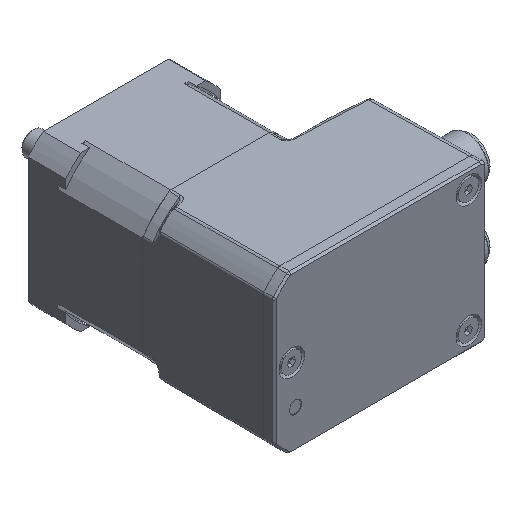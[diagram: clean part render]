
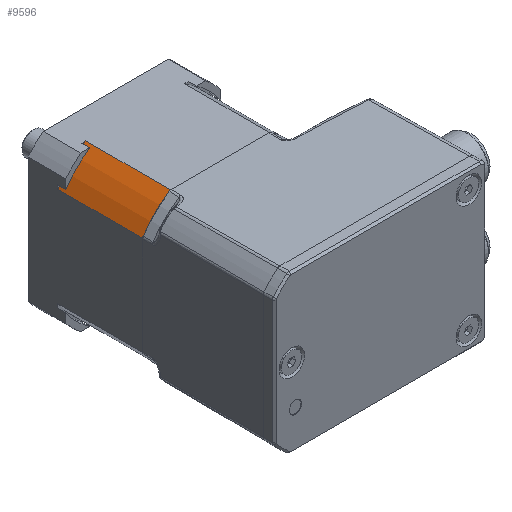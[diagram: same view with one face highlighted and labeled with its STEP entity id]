
A CAD part, isometric view. The second image highlights one B-rep face of the part: STEP entity #9596.
In plain terms, the highlighted cylindrical face has radius 24.92 mm (diameter 49.84 mm), a partial arc.
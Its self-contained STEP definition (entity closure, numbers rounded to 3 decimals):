
#7875 = PLANE('',#7876);
#7876 = AXIS2_PLACEMENT_3D('',#7877,#7878,#7879);
#7877 = CARTESIAN_POINT('',(-21.,-21.,-13.417));
#7878 = DIRECTION('',(-1.,0.,0.));
#7879 = DIRECTION('',(0.,0.,1.));
#9038 = PLANE('',#9039);
#9039 = AXIS2_PLACEMENT_3D('',#9040,#9041,#9042);
#9040 = CARTESIAN_POINT('',(-13.417,-21.,21.));
#9041 = DIRECTION('',(0.,0.,1.));
#9042 = DIRECTION('',(1.,0.,0.));
#9401 = VERTEX_POINT('',#9402);
#9402 = CARTESIAN_POINT('',(-13.417,23.,21.));
#9416 = PLANE('',#9417);
#9417 = AXIS2_PLACEMENT_3D('',#9418,#9419,#9420);
#9418 = CARTESIAN_POINT('',(0.,23.,56.241));
#9419 = DIRECTION('',(0.,-1.,0.));
#9420 = DIRECTION('',(-1.,0.,0.));
#9428 = EDGE_CURVE('',#9429,#9401,#9431,.T.);
#9429 = VERTEX_POINT('',#9430);
#9430 = CARTESIAN_POINT('',(-13.417,0.,21.));
#9431 = SURFACE_CURVE('',#9432,(#9436,#9443),.PCURVE_S1.);
#9432 = LINE('',#9433,#9434);
#9433 = CARTESIAN_POINT('',(-13.417,-21.,21.));
#9434 = VECTOR('',#9435,1.);
#9435 = DIRECTION('',(0.,1.,0.));
#9436 = PCURVE('',#9038,#9437);
#9437 = DEFINITIONAL_REPRESENTATION('',(#9438),#9442);
#9438 = LINE('',#9439,#9440);
#9439 = CARTESIAN_POINT('',(0.,0.));
#9440 = VECTOR('',#9441,1.);
#9441 = DIRECTION('',(0.,1.));
#9442 = ( GEOMETRIC_REPRESENTATION_CONTEXT(2) 
PARAMETRIC_REPRESENTATION_CONTEXT() REPRESENTATION_CONTEXT('2D SPACE',''
  ) );
#9443 = PCURVE('',#9444,#9449);
#9444 = CYLINDRICAL_SURFACE('',#9445,24.92);
#9445 = AXIS2_PLACEMENT_3D('',#9446,#9447,#9448);
#9446 = CARTESIAN_POINT('',(0.,-21.,0.));
#9447 = DIRECTION('',(0.,1.,0.));
#9448 = DIRECTION('',(0.,-0.,1.));
#9449 = DEFINITIONAL_REPRESENTATION('',(#9450),#9454);
#9450 = LINE('',#9451,#9452);
#9451 = CARTESIAN_POINT('',(5.715,0.));
#9452 = VECTOR('',#9453,1.);
#9453 = DIRECTION('',(0.,1.));
#9454 = ( GEOMETRIC_REPRESENTATION_CONTEXT(2) 
PARAMETRIC_REPRESENTATION_CONTEXT() REPRESENTATION_CONTEXT('2D SPACE',''
  ) );
#9472 = PLANE('',#9473);
#9473 = AXIS2_PLACEMENT_3D('',#9474,#9475,#9476);
#9474 = CARTESIAN_POINT('',(0.,0.,0.));
#9475 = DIRECTION('',(0.,1.,0.));
#9476 = DIRECTION('',(0.,-0.,1.));
#9514 = EDGE_CURVE('',#9515,#9429,#9517,.T.);
#9515 = VERTEX_POINT('',#9516);
#9516 = CARTESIAN_POINT('',(-13.44,0.,20.985));
#9517 = SURFACE_CURVE('',#9518,(#9523,#9530),.PCURVE_S1.);
#9518 = CIRCLE('',#9519,24.92);
#9519 = AXIS2_PLACEMENT_3D('',#9520,#9521,#9522);
#9520 = CARTESIAN_POINT('',(0.,0.,0.));
#9521 = DIRECTION('',(0.,1.,0.));
#9522 = DIRECTION('',(0.,-0.,1.));
#9523 = PCURVE('',#9472,#9524);
#9524 = DEFINITIONAL_REPRESENTATION('',(#9525),#9529);
#9525 = CIRCLE('',#9526,24.92);
#9526 = AXIS2_PLACEMENT_2D('',#9527,#9528);
#9527 = CARTESIAN_POINT('',(0.,0.));
#9528 = DIRECTION('',(1.,0.));
#9529 = ( GEOMETRIC_REPRESENTATION_CONTEXT(2) 
PARAMETRIC_REPRESENTATION_CONTEXT() REPRESENTATION_CONTEXT('2D SPACE',''
  ) );
#9530 = PCURVE('',#9444,#9531);
#9531 = DEFINITIONAL_REPRESENTATION('',(#9532),#9536);
#9532 = LINE('',#9533,#9534);
#9533 = CARTESIAN_POINT('',(0.,21.));
#9534 = VECTOR('',#9535,1.);
#9535 = DIRECTION('',(1.,0.));
#9536 = ( GEOMETRIC_REPRESENTATION_CONTEXT(2) 
PARAMETRIC_REPRESENTATION_CONTEXT() REPRESENTATION_CONTEXT('2D SPACE',''
  ) );
#9596 = ADVANCED_FACE('',(#9597),#9444,.T.);
#9597 = FACE_BOUND('',#9598,.T.);
#9598 = EDGE_LOOP('',(#9599,#9627,#9650,#9679,#9710,#9711));
#9599 = ORIENTED_EDGE('',*,*,#9600,.F.);
#9600 = EDGE_CURVE('',#9601,#9401,#9603,.T.);
#9601 = VERTEX_POINT('',#9602);
#9602 = CARTESIAN_POINT('',(-21.,23.,13.417));
#9603 = SURFACE_CURVE('',#9604,(#9609,#9616),.PCURVE_S1.);
#9604 = CIRCLE('',#9605,24.92);
#9605 = AXIS2_PLACEMENT_3D('',#9606,#9607,#9608);
#9606 = CARTESIAN_POINT('',(0.,23.,0.));
#9607 = DIRECTION('',(0.,1.,0.));
#9608 = DIRECTION('',(0.,-0.,1.));
#9609 = PCURVE('',#9444,#9610);
#9610 = DEFINITIONAL_REPRESENTATION('',(#9611),#9615);
#9611 = LINE('',#9612,#9613);
#9612 = CARTESIAN_POINT('',(0.,44.));
#9613 = VECTOR('',#9614,1.);
#9614 = DIRECTION('',(1.,0.));
#9615 = ( GEOMETRIC_REPRESENTATION_CONTEXT(2) 
PARAMETRIC_REPRESENTATION_CONTEXT() REPRESENTATION_CONTEXT('2D SPACE',''
  ) );
#9616 = PCURVE('',#9416,#9617);
#9617 = DEFINITIONAL_REPRESENTATION('',(#9618),#9626);
#9618 = ( BOUNDED_CURVE() B_SPLINE_CURVE(2,(#9619,#9620,#9621,#9622,
#9623,#9624,#9625),.UNSPECIFIED.,.T.,.F.) B_SPLINE_CURVE_WITH_KNOTS((1,2
    ,2,2,2,1),(-2.094,0.,2.094,4.189,
6.283,8.378),.UNSPECIFIED.) CURVE() 
GEOMETRIC_REPRESENTATION_ITEM() RATIONAL_B_SPLINE_CURVE((1.,0.5,1.,0.5,
1.,0.5,1.)) REPRESENTATION_ITEM('') );
#9619 = CARTESIAN_POINT('',(0.,31.321));
#9620 = CARTESIAN_POINT('',(-43.163,31.321));
#9621 = CARTESIAN_POINT('',(-21.581,68.701));
#9622 = CARTESIAN_POINT('',(0.,106.081));
#9623 = CARTESIAN_POINT('',(21.581,68.701));
#9624 = CARTESIAN_POINT('',(43.163,31.321));
#9625 = CARTESIAN_POINT('',(0.,31.321));
#9626 = ( GEOMETRIC_REPRESENTATION_CONTEXT(2) 
PARAMETRIC_REPRESENTATION_CONTEXT() REPRESENTATION_CONTEXT('2D SPACE',''
  ) );
#9627 = ORIENTED_EDGE('',*,*,#9628,.F.);
#9628 = EDGE_CURVE('',#9629,#9601,#9631,.T.);
#9629 = VERTEX_POINT('',#9630);
#9630 = CARTESIAN_POINT('',(-21.,0.,13.417));
#9631 = SURFACE_CURVE('',#9632,(#9636,#9643),.PCURVE_S1.);
#9632 = LINE('',#9633,#9634);
#9633 = CARTESIAN_POINT('',(-21.,-21.,13.417));
#9634 = VECTOR('',#9635,1.);
#9635 = DIRECTION('',(0.,1.,0.));
#9636 = PCURVE('',#9444,#9637);
#9637 = DEFINITIONAL_REPRESENTATION('',(#9638),#9642);
#9638 = LINE('',#9639,#9640);
#9639 = CARTESIAN_POINT('',(5.281,0.));
#9640 = VECTOR('',#9641,1.);
#9641 = DIRECTION('',(0.,1.));
#9642 = ( GEOMETRIC_REPRESENTATION_CONTEXT(2) 
PARAMETRIC_REPRESENTATION_CONTEXT() REPRESENTATION_CONTEXT('2D SPACE',''
  ) );
#9643 = PCURVE('',#7875,#9644);
#9644 = DEFINITIONAL_REPRESENTATION('',(#9645),#9649);
#9645 = LINE('',#9646,#9647);
#9646 = CARTESIAN_POINT('',(26.833,0.));
#9647 = VECTOR('',#9648,1.);
#9648 = DIRECTION('',(0.,1.));
#9649 = ( GEOMETRIC_REPRESENTATION_CONTEXT(2) 
PARAMETRIC_REPRESENTATION_CONTEXT() REPRESENTATION_CONTEXT('2D SPACE',''
  ) );
#9650 = ORIENTED_EDGE('',*,*,#9651,.T.);
#9651 = EDGE_CURVE('',#9629,#9652,#9654,.T.);
#9652 = VERTEX_POINT('',#9653);
#9653 = CARTESIAN_POINT('',(-20.985,0.,13.44));
#9654 = SURFACE_CURVE('',#9655,(#9660,#9667),.PCURVE_S1.);
#9655 = CIRCLE('',#9656,24.92);
#9656 = AXIS2_PLACEMENT_3D('',#9657,#9658,#9659);
#9657 = CARTESIAN_POINT('',(0.,0.,0.));
#9658 = DIRECTION('',(0.,1.,0.));
#9659 = DIRECTION('',(0.,-0.,1.));
#9660 = PCURVE('',#9444,#9661);
#9661 = DEFINITIONAL_REPRESENTATION('',(#9662),#9666);
#9662 = LINE('',#9663,#9664);
#9663 = CARTESIAN_POINT('',(0.,21.));
#9664 = VECTOR('',#9665,1.);
#9665 = DIRECTION('',(1.,0.));
#9666 = ( GEOMETRIC_REPRESENTATION_CONTEXT(2) 
PARAMETRIC_REPRESENTATION_CONTEXT() REPRESENTATION_CONTEXT('2D SPACE',''
  ) );
#9667 = PCURVE('',#9668,#9673);
#9668 = PLANE('',#9669);
#9669 = AXIS2_PLACEMENT_3D('',#9670,#9671,#9672);
#9670 = CARTESIAN_POINT('',(0.,0.,0.));
#9671 = DIRECTION('',(0.,1.,0.));
#9672 = DIRECTION('',(0.,-0.,1.));
#9673 = DEFINITIONAL_REPRESENTATION('',(#9674),#9678);
#9674 = CIRCLE('',#9675,24.92);
#9675 = AXIS2_PLACEMENT_2D('',#9676,#9677);
#9676 = CARTESIAN_POINT('',(0.,0.));
#9677 = DIRECTION('',(1.,0.));
#9678 = ( GEOMETRIC_REPRESENTATION_CONTEXT(2) 
PARAMETRIC_REPRESENTATION_CONTEXT() REPRESENTATION_CONTEXT('2D SPACE',''
  ) );
#9679 = ORIENTED_EDGE('',*,*,#9680,.T.);
#9680 = EDGE_CURVE('',#9652,#9515,#9681,.T.);
#9681 = SURFACE_CURVE('',#9682,(#9687,#9694),.PCURVE_S1.);
#9682 = CIRCLE('',#9683,24.92);
#9683 = AXIS2_PLACEMENT_3D('',#9684,#9685,#9686);
#9684 = CARTESIAN_POINT('',(0.,0.,0.));
#9685 = DIRECTION('',(0.,1.,0.));
#9686 = DIRECTION('',(0.,-0.,1.));
#9687 = PCURVE('',#9444,#9688);
#9688 = DEFINITIONAL_REPRESENTATION('',(#9689),#9693);
#9689 = LINE('',#9690,#9691);
#9690 = CARTESIAN_POINT('',(0.,21.));
#9691 = VECTOR('',#9692,1.);
#9692 = DIRECTION('',(1.,0.));
#9693 = ( GEOMETRIC_REPRESENTATION_CONTEXT(2) 
PARAMETRIC_REPRESENTATION_CONTEXT() REPRESENTATION_CONTEXT('2D SPACE',''
  ) );
#9694 = PCURVE('',#9695,#9700);
#9695 = PLANE('',#9696);
#9696 = AXIS2_PLACEMENT_3D('',#9697,#9698,#9699);
#9697 = CARTESIAN_POINT('',(0.,0.,0.));
#9698 = DIRECTION('',(0.,-1.,0.));
#9699 = DIRECTION('',(-1.,0.,0.));
#9700 = DEFINITIONAL_REPRESENTATION('',(#9701),#9709);
#9701 = ( BOUNDED_CURVE() B_SPLINE_CURVE(2,(#9702,#9703,#9704,#9705,
#9706,#9707,#9708),.UNSPECIFIED.,.T.,.F.) B_SPLINE_CURVE_WITH_KNOTS((1,2
    ,2,2,2,1),(-2.094,0.,2.094,4.189,
6.283,8.378),.UNSPECIFIED.) CURVE() 
GEOMETRIC_REPRESENTATION_ITEM() RATIONAL_B_SPLINE_CURVE((1.,0.5,1.,0.5,
1.,0.5,1.)) REPRESENTATION_ITEM('') );
#9702 = CARTESIAN_POINT('',(0.,-24.92));
#9703 = CARTESIAN_POINT('',(-43.163,-24.92));
#9704 = CARTESIAN_POINT('',(-21.581,12.46));
#9705 = CARTESIAN_POINT('',(0.,49.84));
#9706 = CARTESIAN_POINT('',(21.581,12.46));
#9707 = CARTESIAN_POINT('',(43.163,-24.92));
#9708 = CARTESIAN_POINT('',(0.,-24.92));
#9709 = ( GEOMETRIC_REPRESENTATION_CONTEXT(2) 
PARAMETRIC_REPRESENTATION_CONTEXT() REPRESENTATION_CONTEXT('2D SPACE',''
  ) );
#9710 = ORIENTED_EDGE('',*,*,#9514,.T.);
#9711 = ORIENTED_EDGE('',*,*,#9428,.T.);
